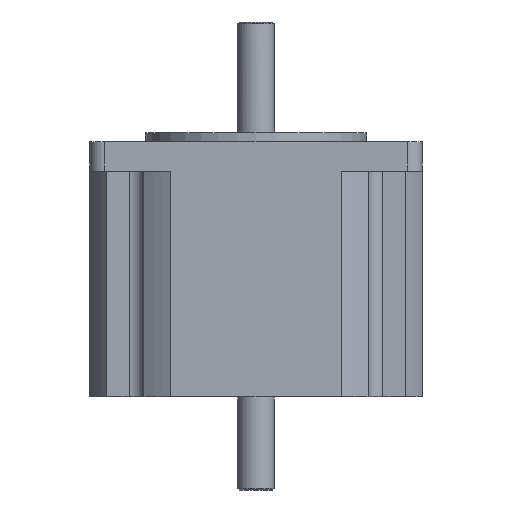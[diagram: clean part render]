
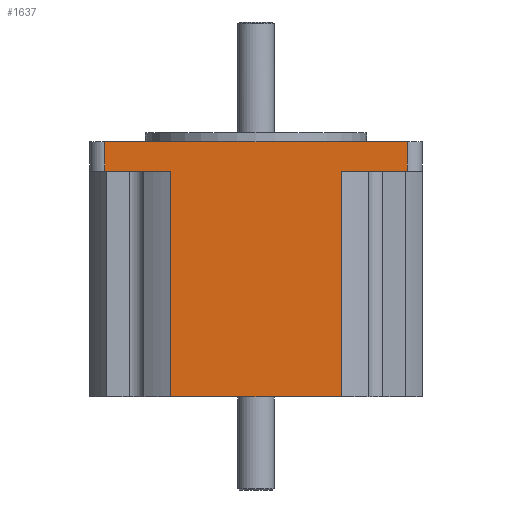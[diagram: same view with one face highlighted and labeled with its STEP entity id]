
A CAD part, front view. The second image highlights one B-rep face of the part: STEP entity #1637.
In plain terms, the highlighted planar face has unit normal (0, -1, 0).
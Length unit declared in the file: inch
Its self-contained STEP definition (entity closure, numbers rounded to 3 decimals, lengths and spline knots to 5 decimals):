
#562=CARTESIAN_POINT('',(0.57845,-1.125,0.0));
#563=VERTEX_POINT('',#562);
#564=CARTESIAN_POINT('',(0.57845,-1.125,1.53));
#565=VERTEX_POINT('',#564);
#566=CARTESIAN_POINT('',(0.57845,-1.125,0.0));
#567=DIRECTION('',(0.0,0.0,1.0));
#568=VECTOR('',#567,1.53);
#569=LINE('',#566,#568);
#570=EDGE_CURVE('',#563,#565,#569,.T.);
#730=CARTESIAN_POINT('',(-0.57845,-1.125,1.53));
#731=VERTEX_POINT('',#730);
#732=CARTESIAN_POINT('',(-0.57845,-1.125,0.0));
#733=VERTEX_POINT('',#732);
#734=CARTESIAN_POINT('',(-0.57845,-1.125,1.53));
#735=DIRECTION('',(0.0,0.0,-1.0));
#736=VECTOR('',#735,1.53);
#737=LINE('',#734,#736);
#738=EDGE_CURVE('',#731,#733,#737,.T.);
#803=CARTESIAN_POINT('',(-1.025,-1.125,1.53));
#804=VERTEX_POINT('',#803);
#805=CARTESIAN_POINT('',(-1.025,-1.125,1.53));
#806=DIRECTION('',(1.0,0.0,0.0));
#807=VECTOR('',#806,0.44655);
#808=LINE('',#805,#807);
#809=EDGE_CURVE('',#804,#731,#808,.T.);
#1082=CARTESIAN_POINT('',(-0.57845,-1.125,0.0));
#1083=DIRECTION('',(1.0,0.0,0.0));
#1084=VECTOR('',#1083,1.15689);
#1085=LINE('',#1082,#1084);
#1086=EDGE_CURVE('',#733,#563,#1085,.T.);
#1330=CARTESIAN_POINT('',(1.025,-1.125,1.53));
#1331=VERTEX_POINT('',#1330);
#1339=CARTESIAN_POINT('',(0.57845,-1.125,1.53));
#1340=DIRECTION('',(1.0,0.0,0.0));
#1341=VECTOR('',#1340,0.44655);
#1342=LINE('',#1339,#1341);
#1343=EDGE_CURVE('',#565,#1331,#1342,.T.);
#1592=CARTESIAN_POINT('',(1.025,-1.125,1.73));
#1593=VERTEX_POINT('',#1592);
#1601=CARTESIAN_POINT('',(1.025,-1.125,1.53));
#1602=DIRECTION('',(0.0,0.0,1.0));
#1603=VECTOR('',#1602,0.2);
#1604=LINE('',#1601,#1603);
#1605=EDGE_CURVE('',#1331,#1593,#1604,.T.);
#1610=CARTESIAN_POINT('',(1.025,-1.125,0.0));
#1611=DIRECTION('',(0.0,-1.0,0.0));
#1612=DIRECTION('',(0.0,0.0,-1.0));
#1613=AXIS2_PLACEMENT_3D('',#1610,#1611,#1612);
#1614=PLANE('',#1613);
#1615=ORIENTED_EDGE('',*,*,#738,.T.);
#1616=ORIENTED_EDGE('',*,*,#1086,.T.);
#1617=ORIENTED_EDGE('',*,*,#570,.T.);
#1618=ORIENTED_EDGE('',*,*,#1343,.T.);
#1619=ORIENTED_EDGE('',*,*,#1605,.T.);
#1620=CARTESIAN_POINT('',(-1.025,-1.125,1.73));
#1621=VERTEX_POINT('',#1620);
#1622=CARTESIAN_POINT('',(1.025,-1.125,1.73));
#1623=DIRECTION('',(-1.0,0.0,0.0));
#1624=VECTOR('',#1623,2.05);
#1625=LINE('',#1622,#1624);
#1626=EDGE_CURVE('',#1593,#1621,#1625,.T.);
#1627=ORIENTED_EDGE('',*,*,#1626,.T.);
#1628=CARTESIAN_POINT('',(-1.025,-1.125,1.53));
#1629=DIRECTION('',(0.0,0.0,1.0));
#1630=VECTOR('',#1629,0.2);
#1631=LINE('',#1628,#1630);
#1632=EDGE_CURVE('',#804,#1621,#1631,.T.);
#1633=ORIENTED_EDGE('',*,*,#1632,.F.);
#1634=ORIENTED_EDGE('',*,*,#809,.T.);
#1635=EDGE_LOOP('',(#1615,#1616,#1617,#1618,#1619,#1627,#1633,#1634));
#1636=FACE_OUTER_BOUND('',#1635,.T.);
#1637=ADVANCED_FACE('',(#1636),#1614,.T.);
